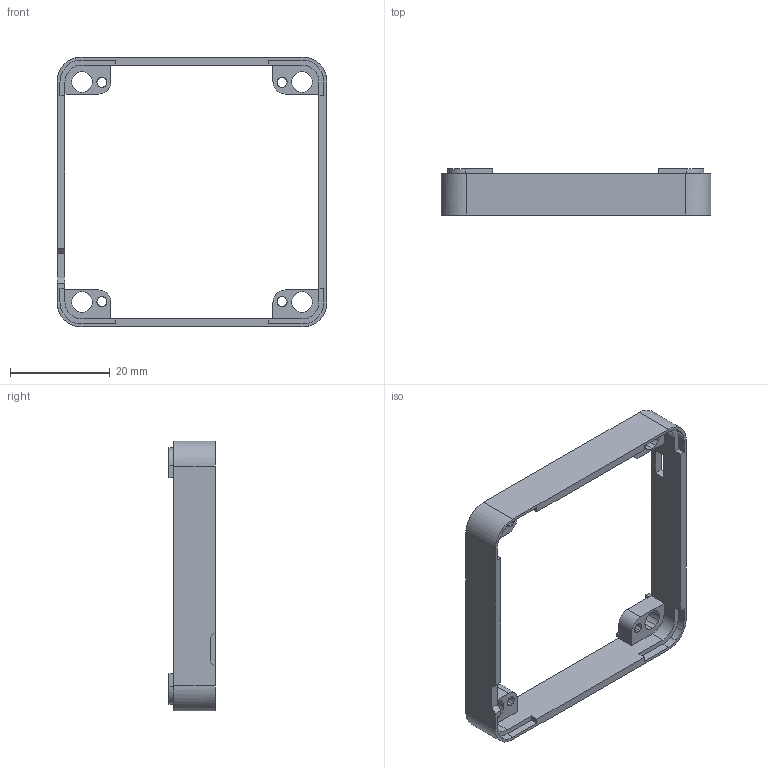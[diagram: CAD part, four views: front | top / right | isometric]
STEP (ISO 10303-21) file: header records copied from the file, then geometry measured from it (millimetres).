
FILE_DESCRIPTION(/* description */ (''),/* implementation_level */ '2;1');
FILE_NAME(/* name */ 'PowerSW_8.3mm v3.step',/* time_stamp */ '2019-06-14T08:34:29+09:00',/* author */ (''),/* organization */ (''),/* preprocessor_version */ 'ST-DEVELOPER v18',/* originating_system */ 'Autodesk Translation Framework v8.2.0.1029',/* authorisation */ '');
FILE_SCHEMA (('AUTOMOTIVE_DESIGN { 1 0 10303 214 3 1 1 }'));
Length unit declared in the file: millimetre
Products named in the file (1): PowerSW_8.3mm
Bounding box: 54 x 9.3 x 54 mm (x, y, z)
Volume: 3085.6 mm3; surface area: 4682.8 mm2
Topology: 1 solids, 1 shells, 226 faces, 668 edges, 443 vertices
Faces by surface type: bspline 128, plane 90, cylinder 8
Entity records: 9904 total; most frequent: CARTESIAN_POINT 4650, ORIENTED_EDGE 1336, EDGE_CURVE 668, DIRECTION 634, VERTEX_POINT 443, LINE 404, VECTOR 404, B_SPLINE_CURVE_WITH_KNOTS 248
